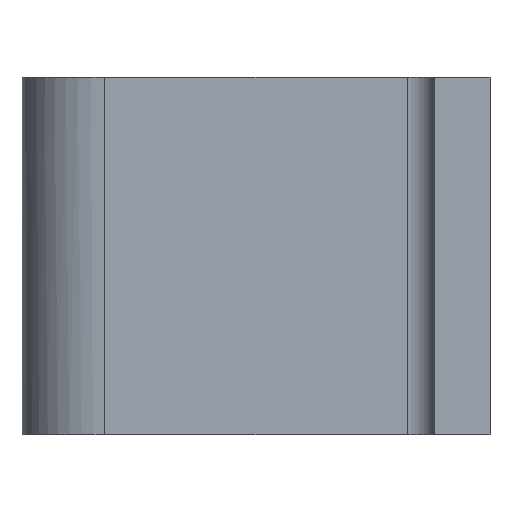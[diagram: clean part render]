
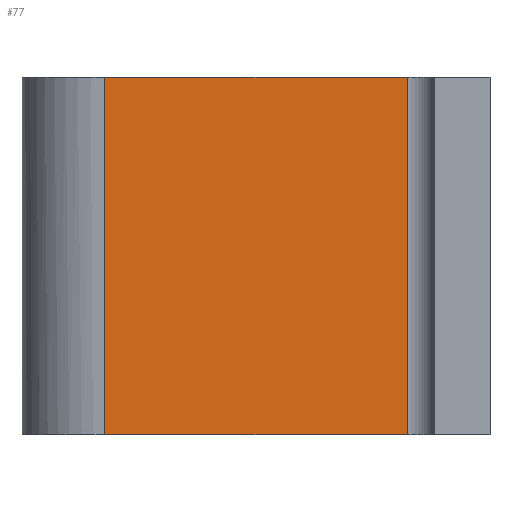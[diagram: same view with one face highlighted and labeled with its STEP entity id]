
A CAD part, left-side view. The second image highlights one B-rep face of the part: STEP entity #77.
In plain terms, the highlighted planar face has unit normal (-1, 0, 0).
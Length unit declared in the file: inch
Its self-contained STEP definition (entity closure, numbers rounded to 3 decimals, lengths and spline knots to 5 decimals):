
#77=ADVANCED_FACE('',(#157),#158,.T.);
#157=FACE_OUTER_BOUND('',#291,.T.);
#158=PLANE('',#292);
#291=EDGE_LOOP('',(#459,#460,#461,#462));
#292=AXIS2_PLACEMENT_3D('',#463,#464,#465);
#459=ORIENTED_EDGE('',*,*,#584,.T.);
#460=ORIENTED_EDGE('',*,*,#574,.F.);
#461=ORIENTED_EDGE('',*,*,#523,.T.);
#462=ORIENTED_EDGE('',*,*,#585,.T.);
#463=CARTESIAN_POINT('',(1.62458,1.06222,0.0));
#464=DIRECTION('',(-1.0,0.0,0.0));
#465=DIRECTION('',(0.0,-1.0,0.0));
#523=EDGE_CURVE('',#612,#610,#613,.T.);
#574=EDGE_CURVE('',#612,#690,#694,.T.);
#584=EDGE_CURVE('',#705,#690,#706,.T.);
#585=EDGE_CURVE('',#610,#705,#707,.T.);
#610=VERTEX_POINT('',#738);
#612=VERTEX_POINT('',#743);
#613=LINE('',#744,#745);
#690=VERTEX_POINT('',#892);
#694=LINE('',#900,#901);
#705=VERTEX_POINT('',#923);
#706=LINE('',#924,#925);
#707=LINE('',#926,#927);
#738=CARTESIAN_POINT('',(1.62458,0.3749,0.0));
#743=CARTESIAN_POINT('',(1.62458,1.74955,0.0));
#744=CARTESIAN_POINT('',(1.62458,1.74955,0.0));
#745=VECTOR('',#957,1.0);
#892=CARTESIAN_POINT('',(1.62458,1.74955,1.625));
#900=CARTESIAN_POINT('',(1.62458,1.74955,0.0));
#901=VECTOR('',#981,1.0);
#923=CARTESIAN_POINT('',(1.62458,0.3749,1.625));
#924=CARTESIAN_POINT('',(1.62458,1.74955,1.625));
#925=VECTOR('',#984,1.0);
#926=CARTESIAN_POINT('',(1.62458,0.3749,0.0));
#927=VECTOR('',#985,1.0);
#957=DIRECTION('',(0.0,-1.0,0.0));
#981=DIRECTION('',(0.0,0.0,1.0));
#984=DIRECTION('',(0.0,1.0,0.0));
#985=DIRECTION('',(0.0,0.0,1.0));
